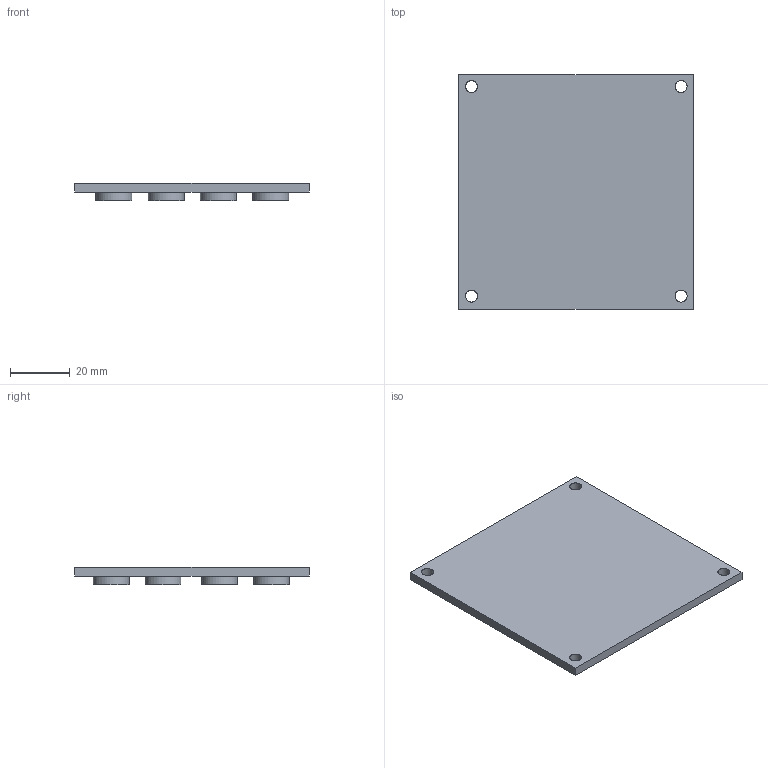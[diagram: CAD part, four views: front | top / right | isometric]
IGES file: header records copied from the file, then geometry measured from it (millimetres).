
Global section: file name: 66Hchapa_BNC-18-junho-alvaresstl-semcota.igs; native system: Rhinoceros ( Feb  6 2012 ); preprocessor: Trout Lake IGES 012 Feb  6 2012; date: 120228.213442; units: millimetre
Bounding box: 78.45 x 78.38 x 6 mm (x, y, z)
Surface area: 18720.8 mm2 (no closed solid volume)
Topology: 0 solids, 0 shells, 58 faces, 542 edges, 704 vertices
Faces by surface type: bspline 58
